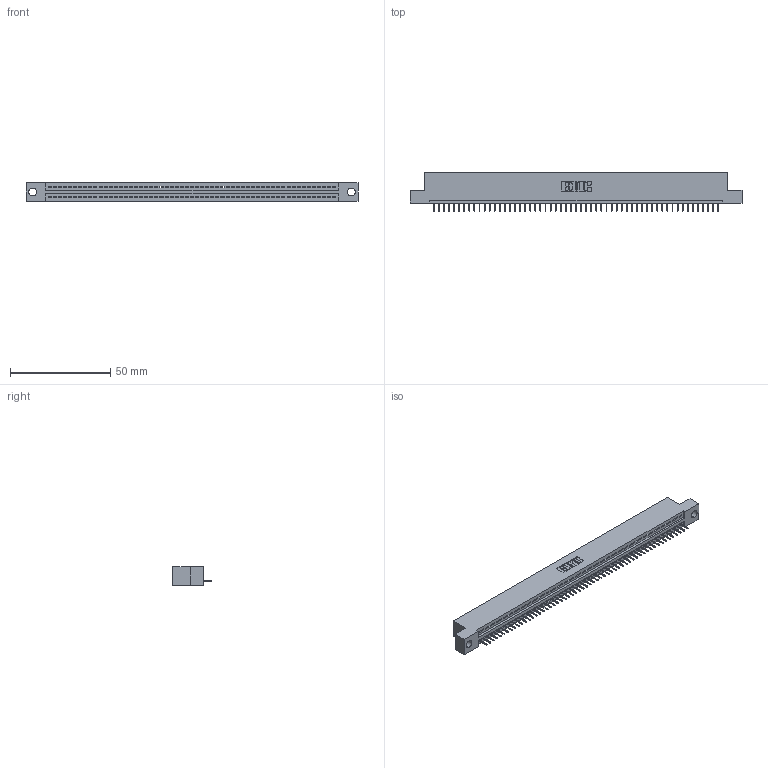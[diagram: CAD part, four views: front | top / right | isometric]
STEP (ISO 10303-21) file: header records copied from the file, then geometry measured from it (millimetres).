
FILE_DESCRIPTION (( 'STEP AP203' ), '1' );
FILE_NAME ('395-057-524-104.STEP', '2018-11-22T21:47:34', ( '' ), ( '' ), 'SwSTEP 2.0', 'SolidWorks 2016', '' );
FILE_SCHEMA (( 'CONFIG_CONTROL_DESIGN' ));
Length unit declared in the file: inch
Products named in the file (3): 395-057-524-104; 345 Part_Flush Mounting Lugs - 0.156 Dia-TH; 345-292-001_345-293-124
Assembly tree (58 placements, depth 2):
  395-057-524-104
    345 Part_Flush Mounting Lugs - 0.156 Dia-TH
    345-292-001_345-293-124  x57
Bounding box: 165.99 x 19.35 x 9.4 mm (x, y, z)
Volume: 15575.7 mm3; surface area: 19991.3 mm2
Topology: 58 solids, 58 shells, 3660 faces, 10601 edges, 6838 vertices
Faces by surface type: plane 2702, cylinder 958
Entity records: 40957 total; most frequent: CARTESIAN_POINT 7099, ORIENTED_EDGE 7090, DIRECTION 6179, EDGE_CURVE 3545, LINE 3189, VECTOR 3189, VERTEX_POINT 2358, AXIS2_PLACEMENT_3D 1495
